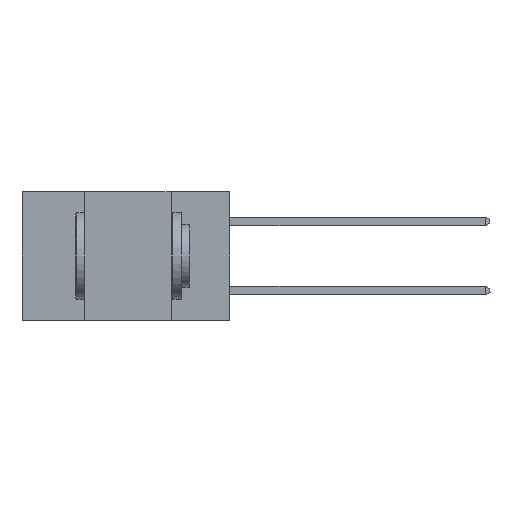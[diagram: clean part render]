
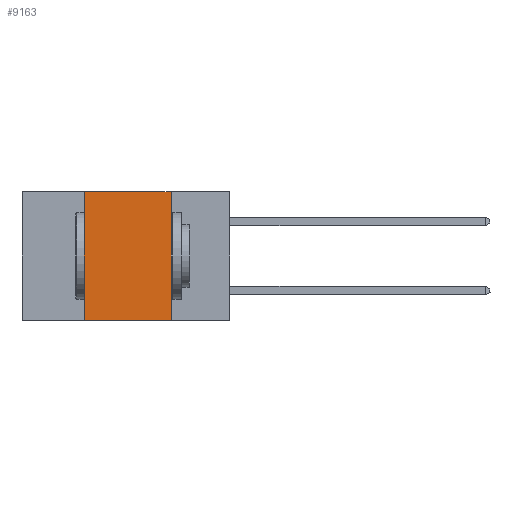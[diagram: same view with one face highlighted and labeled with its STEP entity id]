
A CAD part, left-side view. The second image highlights one B-rep face of the part: STEP entity #9163.
In plain terms, the highlighted planar face has unit normal (-1, 0, 0).
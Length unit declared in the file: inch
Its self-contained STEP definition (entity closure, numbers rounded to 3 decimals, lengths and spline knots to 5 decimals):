
#946 = EDGE_CURVE ( 'NONE', #23651, #1354, #16345, .T. ) ;
#1354 = VERTEX_POINT ( 'NONE', #20337 ) ;
#1448 = CARTESIAN_POINT ( 'NONE',  ( 0., 0.6, 0. ) ) ;
#2978 = VECTOR ( 'NONE', #6468, 39.37008 ) ;
#3211 = CARTESIAN_POINT ( 'NONE',  ( 0., 0.6, -0.37 ) ) ;
#3548 = DIRECTION ( 'NONE',  ( 0., -1., 0. ) ) ;
#4517 = CARTESIAN_POINT ( 'NONE',  ( 0., 0.17, 0. ) ) ;
#6468 = DIRECTION ( 'NONE',  ( 0., 0., 1. ) ) ;
#7114 = EDGE_LOOP ( 'NONE', ( #21198, #16366, #11858, #13146 ) ) ;
#7221 = AXIS2_PLACEMENT_3D ( 'NONE', #1448, #19496, #17529 ) ;
#7722 = DIRECTION ( 'NONE',  ( 0., -1., 0. ) ) ;
#8025 = EDGE_CURVE ( 'NONE', #11796, #12813, #22848, .T. ) ;
#9156 = LINE ( 'NONE', #3211, #22435 ) ;
#9163 = ADVANCED_FACE ( 'NONE', ( #12014 ), #17611, .F. ) ;
#11595 = CARTESIAN_POINT ( 'NONE',  ( 0., 0.17, 0. ) ) ;
#11796 = VERTEX_POINT ( 'NONE', #21106 ) ;
#11858 = ORIENTED_EDGE ( 'NONE', *, *, #8025, .F. ) ;
#11919 = EDGE_CURVE ( 'NONE', #11796, #1354, #9156, .T. ) ;
#12014 = FACE_OUTER_BOUND ( 'NONE', #7114, .T. ) ;
#12091 = VECTOR ( 'NONE', #7722, 39.37008 ) ;
#12813 = VERTEX_POINT ( 'NONE', #25863 ) ;
#13146 = ORIENTED_EDGE ( 'NONE', *, *, #11919, .T. ) ;
#15667 = CARTESIAN_POINT ( 'NONE',  ( 0., 0.6, 0. ) ) ;
#16345 = LINE ( 'NONE', #11595, #16667 ) ;
#16366 = ORIENTED_EDGE ( 'NONE', *, *, #18725, .F. ) ;
#16667 = VECTOR ( 'NONE', #23771, 39.37008 ) ;
#17428 = LINE ( 'NONE', #15667, #12091 ) ;
#17529 = DIRECTION ( 'NONE',  ( 0., 0., -1. ) ) ;
#17611 = PLANE ( 'NONE',  #7221 ) ;
#17865 = CARTESIAN_POINT ( 'NONE',  ( 0., 0.42, 0. ) ) ;
#18725 = EDGE_CURVE ( 'NONE', #12813, #23651, #17428, .T. ) ;
#19496 = DIRECTION ( 'NONE',  ( 1., 0., 0. ) ) ;
#20337 = CARTESIAN_POINT ( 'NONE',  ( 0., 0.17, -0.37 ) ) ;
#21106 = CARTESIAN_POINT ( 'NONE',  ( 0., 0.42, -0.37 ) ) ;
#21198 = ORIENTED_EDGE ( 'NONE', *, *, #946, .F. ) ;
#22435 = VECTOR ( 'NONE', #3548, 39.37008 ) ;
#22848 = LINE ( 'NONE', #17865, #2978 ) ;
#23651 = VERTEX_POINT ( 'NONE', #4517 ) ;
#23771 = DIRECTION ( 'NONE',  ( 0., 0., -1. ) ) ;
#25863 = CARTESIAN_POINT ( 'NONE',  ( 0., 0.42, 0. ) ) ;
